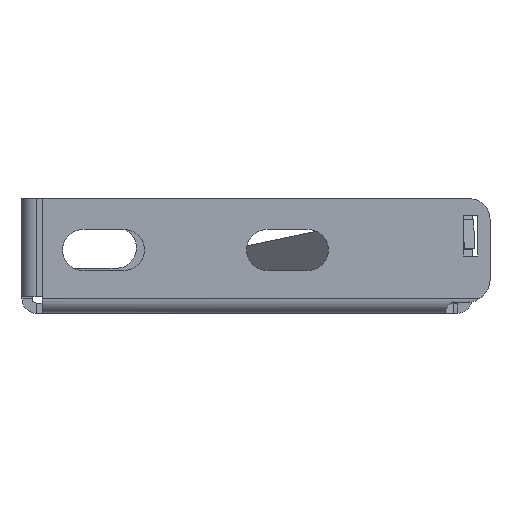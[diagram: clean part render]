
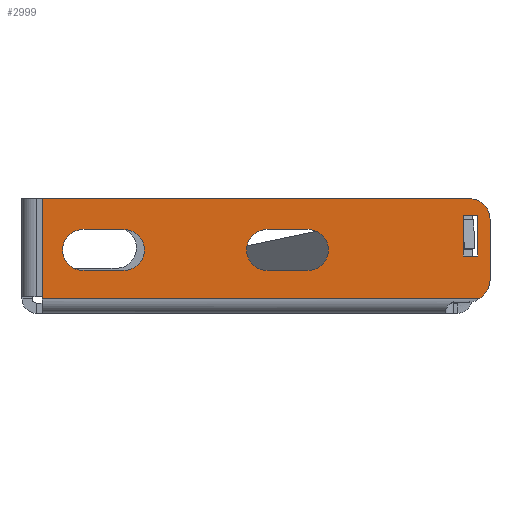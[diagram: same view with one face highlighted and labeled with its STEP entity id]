
A CAD part, left-side view. The second image highlights one B-rep face of the part: STEP entity #2999.
In plain terms, the highlighted planar face has unit normal (-1, 0, 0).
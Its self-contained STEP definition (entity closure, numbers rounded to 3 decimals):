
#23=FACE_BOUND('',#533,.T.);
#24=FACE_BOUND('',#534,.T.);
#25=FACE_BOUND('',#535,.T.);
#73=CIRCLE('',#3199,5.);
#74=CIRCLE('',#3200,5.);
#75=CIRCLE('',#3201,5.);
#76=CIRCLE('',#3202,5.);
#77=CIRCLE('',#3203,5.);
#78=CIRCLE('',#3204,5.);
#189=PLANE('',#3198);
#364=FACE_OUTER_BOUND('',#532,.T.);
#532=EDGE_LOOP('',(#2267,#2268,#2269,#2270,#2271,#2272));
#533=EDGE_LOOP('',(#2273,#2274,#2275,#2276));
#534=EDGE_LOOP('',(#2277,#2278,#2279,#2280));
#535=EDGE_LOOP('',(#2281,#2282,#2283,#2284));
#727=LINE('',#5178,#1043);
#757=LINE('',#5259,#1073);
#758=LINE('',#5263,#1074);
#759=LINE('',#5264,#1075);
#760=LINE('',#5269,#1076);
#761=LINE('',#5272,#1077);
#762=LINE('',#5275,#1078);
#763=LINE('',#5279,#1079);
#764=LINE('',#5283,#1080);
#765=LINE('',#5285,#1081);
#766=LINE('',#5287,#1082);
#767=LINE('',#5288,#1083);
#1043=VECTOR('',#3521,10.);
#1073=VECTOR('',#3615,10.);
#1074=VECTOR('',#3618,10.);
#1075=VECTOR('',#3619,10.);
#1076=VECTOR('',#3622,10.);
#1077=VECTOR('',#3625,10.);
#1078=VECTOR('',#3626,10.);
#1079=VECTOR('',#3629,10.);
#1080=VECTOR('',#3632,10.);
#1081=VECTOR('',#3633,10.);
#1082=VECTOR('',#3634,10.);
#1083=VECTOR('',#3635,10.);
#1366=VERTEX_POINT('',#4938);
#1370=VERTEX_POINT('',#4962);
#1394=VERTEX_POINT('',#5256);
#1395=VERTEX_POINT('',#5258);
#1396=VERTEX_POINT('',#5260);
#1397=VERTEX_POINT('',#5262);
#1398=VERTEX_POINT('',#5265);
#1399=VERTEX_POINT('',#5266);
#1400=VERTEX_POINT('',#5268);
#1401=VERTEX_POINT('',#5270);
#1402=VERTEX_POINT('',#5273);
#1403=VERTEX_POINT('',#5274);
#1404=VERTEX_POINT('',#5276);
#1405=VERTEX_POINT('',#5278);
#1406=VERTEX_POINT('',#5281);
#1407=VERTEX_POINT('',#5282);
#1408=VERTEX_POINT('',#5284);
#1409=VERTEX_POINT('',#5286);
#1684=EDGE_CURVE('',#1370,#1366,#727,.T.);
#1723=EDGE_CURVE('',#1394,#1366,#73,.T.);
#1724=EDGE_CURVE('',#1395,#1394,#757,.T.);
#1725=EDGE_CURVE('',#1396,#1395,#74,.T.);
#1726=EDGE_CURVE('',#1397,#1396,#758,.T.);
#1727=EDGE_CURVE('',#1370,#1397,#759,.T.);
#1728=EDGE_CURVE('',#1398,#1399,#75,.T.);
#1729=EDGE_CURVE('',#1399,#1400,#760,.T.);
#1730=EDGE_CURVE('',#1400,#1401,#76,.T.);
#1731=EDGE_CURVE('',#1401,#1398,#761,.T.);
#1732=EDGE_CURVE('',#1402,#1403,#762,.T.);
#1733=EDGE_CURVE('',#1403,#1404,#77,.T.);
#1734=EDGE_CURVE('',#1404,#1405,#763,.T.);
#1735=EDGE_CURVE('',#1405,#1402,#78,.T.);
#1736=EDGE_CURVE('',#1406,#1407,#764,.T.);
#1737=EDGE_CURVE('',#1407,#1408,#765,.T.);
#1738=EDGE_CURVE('',#1408,#1409,#766,.T.);
#1739=EDGE_CURVE('',#1409,#1406,#767,.T.);
#2267=ORIENTED_EDGE('',*,*,#1684,.T.);
#2268=ORIENTED_EDGE('',*,*,#1723,.F.);
#2269=ORIENTED_EDGE('',*,*,#1724,.F.);
#2270=ORIENTED_EDGE('',*,*,#1725,.F.);
#2271=ORIENTED_EDGE('',*,*,#1726,.F.);
#2272=ORIENTED_EDGE('',*,*,#1727,.F.);
#2273=ORIENTED_EDGE('',*,*,#1728,.T.);
#2274=ORIENTED_EDGE('',*,*,#1729,.T.);
#2275=ORIENTED_EDGE('',*,*,#1730,.T.);
#2276=ORIENTED_EDGE('',*,*,#1731,.T.);
#2277=ORIENTED_EDGE('',*,*,#1732,.T.);
#2278=ORIENTED_EDGE('',*,*,#1733,.T.);
#2279=ORIENTED_EDGE('',*,*,#1734,.T.);
#2280=ORIENTED_EDGE('',*,*,#1735,.T.);
#2281=ORIENTED_EDGE('',*,*,#1736,.T.);
#2282=ORIENTED_EDGE('',*,*,#1737,.T.);
#2283=ORIENTED_EDGE('',*,*,#1738,.T.);
#2284=ORIENTED_EDGE('',*,*,#1739,.T.);
#2999=ADVANCED_FACE('',(#364,#23,#24,#25),#189,.F.);
#3198=AXIS2_PLACEMENT_3D('',#5255,#3611,#3612);
#3199=AXIS2_PLACEMENT_3D('',#5257,#3613,#3614);
#3200=AXIS2_PLACEMENT_3D('',#5261,#3616,#3617);
#3201=AXIS2_PLACEMENT_3D('',#5267,#3620,#3621);
#3202=AXIS2_PLACEMENT_3D('',#5271,#3623,#3624);
#3203=AXIS2_PLACEMENT_3D('',#5277,#3627,#3628);
#3204=AXIS2_PLACEMENT_3D('',#5280,#3630,#3631);
#3521=DIRECTION('',(0.,-1.,0.));
#3611=DIRECTION('center_axis',(1.,0.,0.));
#3612=DIRECTION('ref_axis',(0.,0.,
-1.));
#3613=DIRECTION('center_axis',(1.,0.,0.));
#3614=DIRECTION('ref_axis',(0.,-1.,0.));
#3615=DIRECTION('',(0.,0.,-1.));
#3616=DIRECTION('center_axis',(1.,0.,0.));
#3617=DIRECTION('ref_axis',(0.,0.,1.));
#3618=DIRECTION('',(0.,-1.,0.));
#3619=DIRECTION('',(0.,0.,1.));
#3620=DIRECTION('center_axis',(1.,0.,0.));
#3621=DIRECTION('ref_axis',(0.,0.,
-1.));
#3622=DIRECTION('',(0.,-1.,0.));
#3623=DIRECTION('center_axis',(1.,0.,0.));
#3624=DIRECTION('ref_axis',(0.,0.,1.));
#3625=DIRECTION('',(0.,1.,0.));
#3626=DIRECTION('',(0.,-1.,0.));
#3627=DIRECTION('center_axis',(1.,0.,0.));
#3628=DIRECTION('ref_axis',(0.,0.,1.));
#3629=DIRECTION('',(0.,1.,0.));
#3630=DIRECTION('center_axis',(1.,0.,0.));
#3631=DIRECTION('ref_axis',(0.,0.,
-1.));
#3632=DIRECTION('',(0.,1.,0.));
#3633=DIRECTION('',(0.,0.,1.));
#3634=DIRECTION('',(0.,-1.,0.));
#3635=DIRECTION('',(0.,0.,-1.));
#4938=CARTESIAN_POINT('',(25.172,-135.121,3.5));
#4962=CARTESIAN_POINT('',(25.172,-28.441,3.5));
#5178=CARTESIAN_POINT('',(25.172,-42.657,3.5));
#5255=CARTESIAN_POINT('Origin',(25.172,-56.873,-211.445));
#5256=CARTESIAN_POINT('',(25.172,-137.941,8.));
#5257=CARTESIAN_POINT('Origin',(25.172,-132.941,8.));
#5258=CARTESIAN_POINT('',(25.172,-137.941,23.));
#5259=CARTESIAN_POINT('',(25.172,-137.941,23.));
#5260=CARTESIAN_POINT('',(25.172,-132.941,28.));
#5261=CARTESIAN_POINT('Origin',(25.172,-132.941,23.));
#5262=CARTESIAN_POINT('',(25.172,-28.441,28.));
#5263=CARTESIAN_POINT('',(25.172,-28.441,28.));
#5264=CARTESIAN_POINT('',(25.172,-28.441,-6.));
#5265=CARTESIAN_POINT('',(25.172,-38.451,10.48));
#5266=CARTESIAN_POINT('',(25.172,-38.451,20.48));
#5267=CARTESIAN_POINT('Origin',(25.172,-38.451,15.48));
#5268=CARTESIAN_POINT('',(25.172,-48.451,20.48));
#5269=CARTESIAN_POINT('',(25.172,-52.662,20.48));
#5270=CARTESIAN_POINT('',(25.172,-48.451,10.48));
#5271=CARTESIAN_POINT('Origin',(25.172,-48.451,15.48));
#5272=CARTESIAN_POINT('',(25.172,-47.662,10.48));
#5273=CARTESIAN_POINT('',(25.172,-83.442,20.5));
#5274=CARTESIAN_POINT('',(25.172,-93.442,20.5));
#5275=CARTESIAN_POINT('',(25.172,-75.157,20.5));
#5276=CARTESIAN_POINT('',(25.172,-93.442,10.5));
#5277=CARTESIAN_POINT('Origin',(25.172,-93.442,15.5));
#5278=CARTESIAN_POINT('',(25.172,-83.442,10.5));
#5279=CARTESIAN_POINT('',(25.172,-70.157,10.5));
#5280=CARTESIAN_POINT('Origin',(25.172,-83.442,15.5));
#5281=CARTESIAN_POINT('',(25.172,-134.941,14.));
#5282=CARTESIAN_POINT('',(25.172,-131.441,14.));
#5283=CARTESIAN_POINT('',(25.172,-94.157,14.));
#5284=CARTESIAN_POINT('',(25.172,-131.441,24.));
#5285=CARTESIAN_POINT('',(25.172,-131.441,-93.722));
#5286=CARTESIAN_POINT('',(25.172,-134.941,24.));
#5287=CARTESIAN_POINT('',(25.172,-95.907,24.));
#5288=CARTESIAN_POINT('',(25.172,-134.941,-98.722));
